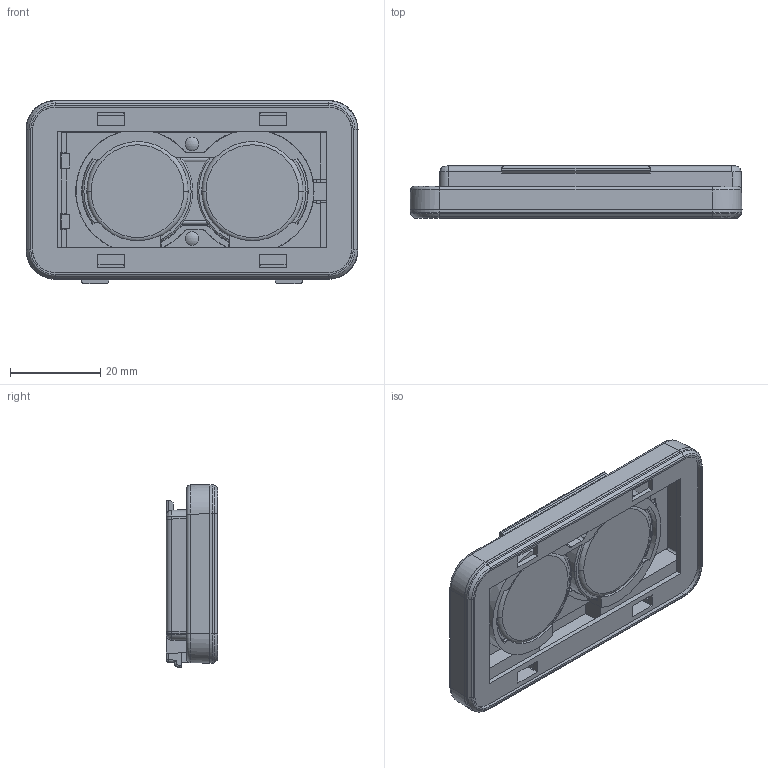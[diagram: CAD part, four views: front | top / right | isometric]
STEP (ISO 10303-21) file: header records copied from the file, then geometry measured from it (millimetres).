
FILE_DESCRIPTION((''),'2;1');
FILE_NAME('EW0213F14_1__ASM','2018-12-25T',('Administrator'),(''),'PRO/ENGINEER BY PARAMETRIC TECHNOLOGY CORPORATION, 2010480','PRO/ENGINEER BY PARAMETRIC TECHNOLOGY CORPORATION, 2010480','');
FILE_SCHEMA(('CONFIG_CONTROL_DESIGN'));
Length unit declared in the file: millimetre
Products named in the file (6): BB_2; AA_2; C-C_2; ASM0001_ASM_1_ASM; BATTERY_2450; EW0213F14_1__ASM
Assembly tree (6 placements, depth 3):
  EW0213F14_1__ASM
    ASM0001_ASM_1_ASM
      BB_2
      AA_2
      C-C_2
    BATTERY_2450  x2
Bounding box: 73.67 x 11.5 x 40.64 mm (x, y, z)
Volume: 14787.2 mm3; surface area: 19714.4 mm2
Topology: 5 solids, 5 shells, 556 faces, 1491 edges, 967 vertices
Faces by surface type: plane 372, cylinder 101, torus 35, bspline 28, cone 16, sphere 4
Entity records: 19277 total; most frequent: CARTESIAN_POINT 5815, ORIENTED_EDGE 2938, DIRECTION 2485, EDGE_CURVE 1469, VECTOR 1049, LINE 1049, VERTEX_POINT 955, AXIS2_PLACEMENT_3D 718
